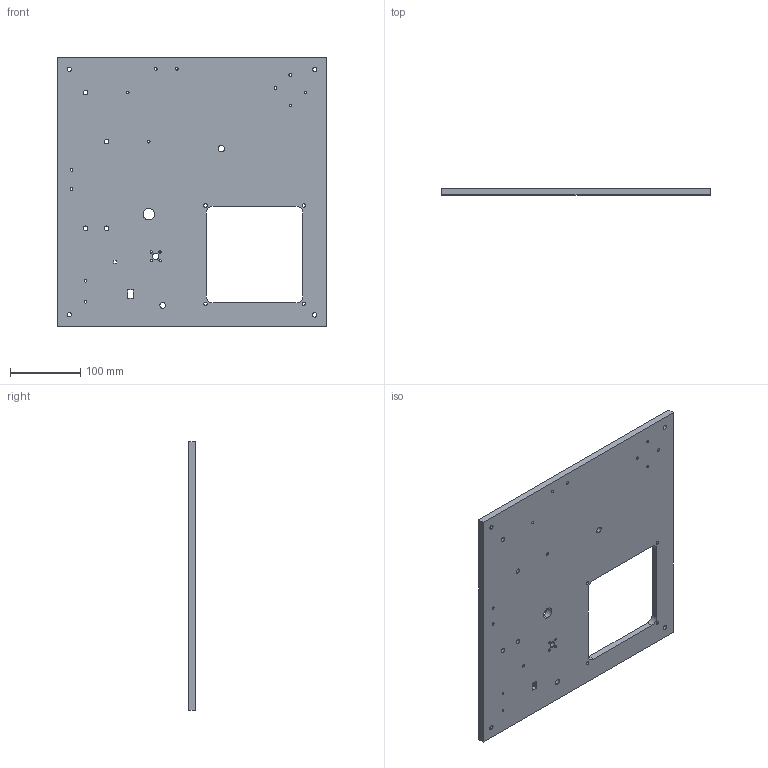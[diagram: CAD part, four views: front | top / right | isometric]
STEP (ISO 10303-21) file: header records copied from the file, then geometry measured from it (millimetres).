
FILE_DESCRIPTION (( 'STEP AP203' ), '1' );
FILE_NAME ('IROS2020_Practice_Base.STEP', '2020-08-24T13:20:28', ( '' ), ( '' ), 'SwSTEP 2.0', 'SolidWorks 2019', '' );
FILE_SCHEMA (( 'CONFIG_CONTROL_DESIGN' ));
Length unit declared in the file: millimetre
Products named in the file (1): IROS2020_Practice_Base
Bounding box: 383.54 x 8.99 x 383.54 mm (x, y, z)
Volume: 1143084.5 mm3; surface area: 278280.6 mm2
Topology: 1 solids, 1 shells, 128 faces, 336 edges, 210 vertices
Faces by surface type: cylinder 68, cone 42, plane 18
Entity records: 4199 total; most frequent: DIRECTION 772, CARTESIAN_POINT 675, ORIENTED_EDGE 672, EDGE_CURVE 336, AXIS2_PLACEMENT_3D 307, VERTEX_POINT 210, EDGE_LOOP 198, CIRCLE 178
